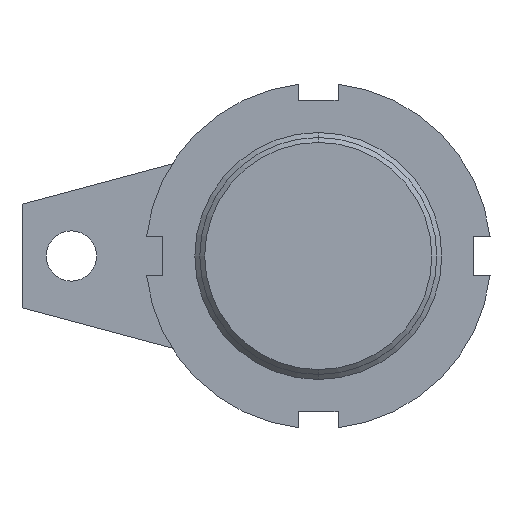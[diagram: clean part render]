
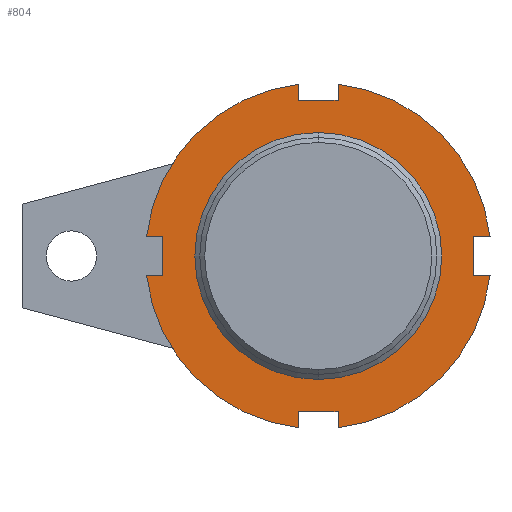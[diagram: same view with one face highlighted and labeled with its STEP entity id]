
A CAD part, front view. The second image highlights one B-rep face of the part: STEP entity #804.
In plain terms, the highlighted face is planar.
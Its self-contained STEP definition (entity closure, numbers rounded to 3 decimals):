
#37 = AXIS2_PLACEMENT_3D ( 'NONE', #2761, #2753, #2752 ) ;
#271 = EDGE_LOOP ( 'NONE', ( #1729, #1739 ) ) ;
#350 = EDGE_LOOP ( 'NONE', ( #1686, #1728, #1669, #1734, #1750, #1745, #1747, #1736, #1741, #1742, #1733, #1740, #1743, #1775, #1731, #1744 ) ) ;
#804 = ADVANCED_FACE ( 'NONE', ( #1466, #1474 ), #2760, .T. ) ;
#1258 = VECTOR ( 'NONE', #4295, 1000. ) ;
#1259 = CIRCLE ( 'NONE', #2232, 24.25 ) ;
#1260 = VECTOR ( 'NONE', #4298, 1000. ) ;
#1261 = LINE ( 'NONE', #4297, #1258 ) ;
#1262 = VECTOR ( 'NONE', #4322, 1000. ) ;
#1263 = LINE ( 'NONE', #4299, #1260 ) ;
#1264 = LINE ( 'NONE', #4323, #1262 ) ;
#1265 = VECTOR ( 'NONE', #4308, 1000. ) ;
#1266 = CIRCLE ( 'NONE', #2230, 35. ) ;
#1267 = VECTOR ( 'NONE', #4311, 1000. ) ;
#1268 = LINE ( 'NONE', #4310, #1265 ) ;
#1269 = VECTOR ( 'NONE', #4334, 1000. ) ;
#1270 = LINE ( 'NONE', #4315, #1267 ) ;
#1271 = LINE ( 'NONE', #4335, #1269 ) ;
#1272 = VECTOR ( 'NONE', #4324, 1000. ) ;
#1273 = CIRCLE ( 'NONE', #2229, 35. ) ;
#1274 = VECTOR ( 'NONE', #4326, 1000. ) ;
#1275 = LINE ( 'NONE', #4325, #1272 ) ;
#1276 = VECTOR ( 'NONE', #4350, 1000. ) ;
#1277 = LINE ( 'NONE', #4329, #1274 ) ;
#1278 = LINE ( 'NONE', #4351, #1276 ) ;
#1279 = VECTOR ( 'NONE', #4336, 1000. ) ;
#1280 = CIRCLE ( 'NONE', #2228, 35. ) ;
#1281 = VECTOR ( 'NONE', #4340, 1000. ) ;
#1282 = LINE ( 'NONE', #4339, #1279 ) ;
#1283 = VECTOR ( 'NONE', #4352, 1000. ) ;
#1284 = LINE ( 'NONE', #4342, #1281 ) ;
#1287 = LINE ( 'NONE', #4349, #1283 ) ;
#1288 = CIRCLE ( 'NONE', #2227, 35. ) ;
#1303 = CIRCLE ( 'NONE', #2225, 24.25 ) ;
#1466 = FACE_OUTER_BOUND ( 'NONE', #350, .T. ) ;
#1474 = FACE_BOUND ( 'NONE', #271, .T. ) ;
#1669 = ORIENTED_EDGE ( 'NONE', *, *, #4093, .T. ) ;
#1686 = ORIENTED_EDGE ( 'NONE', *, *, #4091, .T. ) ;
#1728 = ORIENTED_EDGE ( 'NONE', *, *, #4092, .T. ) ;
#1729 = ORIENTED_EDGE ( 'NONE', *, *, #4088, .F. ) ;
#1731 = ORIENTED_EDGE ( 'NONE', *, *, #4105, .T. ) ;
#1733 = ORIENTED_EDGE ( 'NONE', *, *, #4101, .T. ) ;
#1734 = ORIENTED_EDGE ( 'NONE', *, *, #4094, .T. ) ;
#1736 = ORIENTED_EDGE ( 'NONE', *, *, #4098, .T. ) ;
#1739 = ORIENTED_EDGE ( 'NONE', *, *, #4107, .F. ) ;
#1740 = ORIENTED_EDGE ( 'NONE', *, *, #4102, .T. ) ;
#1741 = ORIENTED_EDGE ( 'NONE', *, *, #4099, .T. ) ;
#1742 = ORIENTED_EDGE ( 'NONE', *, *, #4100, .T. ) ;
#1743 = ORIENTED_EDGE ( 'NONE', *, *, #4103, .T. ) ;
#1744 = ORIENTED_EDGE ( 'NONE', *, *, #4106, .T. ) ;
#1745 = ORIENTED_EDGE ( 'NONE', *, *, #4096, .T. ) ;
#1747 = ORIENTED_EDGE ( 'NONE', *, *, #4097, .T. ) ;
#1750 = ORIENTED_EDGE ( 'NONE', *, *, #4095, .T. ) ;
#1775 = ORIENTED_EDGE ( 'NONE', *, *, #4104, .T. ) ;
#2225 = AXIS2_PLACEMENT_3D ( 'NONE', #4359, #4358, #4357 ) ;
#2227 = AXIS2_PLACEMENT_3D ( 'NONE', #4348, #4345, #4344 ) ;
#2228 = AXIS2_PLACEMENT_3D ( 'NONE', #4333, #4331, #4330 ) ;
#2229 = AXIS2_PLACEMENT_3D ( 'NONE', #4318, #4317, #4316 ) ;
#2230 = AXIS2_PLACEMENT_3D ( 'NONE', #4304, #4302, #4301 ) ;
#2232 = AXIS2_PLACEMENT_3D ( 'NONE', #4289, #4288, #4287 ) ;
#2752 = DIRECTION ( 'NONE',  ( 1., 0., 0. ) ) ;
#2753 = DIRECTION ( 'NONE',  ( 0., 0., 1. ) ) ;
#2760 = PLANE ( 'NONE',  #37 ) ;
#2761 = CARTESIAN_POINT ( 'NONE',  ( 0., 0., 11. ) ) ;
#3758 = VERTEX_POINT ( 'NONE', #4574 ) ;
#3765 = VERTEX_POINT ( 'NONE', #4567 ) ;
#3769 = VERTEX_POINT ( 'NONE', #4561 ) ;
#3775 = VERTEX_POINT ( 'NONE', #4554 ) ;
#3799 = VERTEX_POINT ( 'NONE', #4523 ) ;
#3808 = VERTEX_POINT ( 'NONE', #4510 ) ;
#3817 = VERTEX_POINT ( 'NONE', #4497 ) ;
#3819 = VERTEX_POINT ( 'NONE', #4494 ) ;
#3824 = VERTEX_POINT ( 'NONE', #4488 ) ;
#3828 = VERTEX_POINT ( 'NONE', #4483 ) ;
#3831 = VERTEX_POINT ( 'NONE', #4480 ) ;
#3845 = VERTEX_POINT ( 'NONE', #4462 ) ;
#3853 = VERTEX_POINT ( 'NONE', #4451 ) ;
#3864 = VERTEX_POINT ( 'NONE', #4438 ) ;
#3873 = VERTEX_POINT ( 'NONE', #4427 ) ;
#3875 = VERTEX_POINT ( 'NONE', #4422 ) ;
#3883 = VERTEX_POINT ( 'NONE', #4412 ) ;
#3899 = VERTEX_POINT ( 'NONE', #4388 ) ;
#4088 = EDGE_CURVE ( 'NONE', #3775, #3864, #1303, .T. ) ;
#4091 = EDGE_CURVE ( 'NONE', #3819, #3824, #1288, .T. ) ;
#4092 = EDGE_CURVE ( 'NONE', #3824, #3873, #1287, .T. ) ;
#4093 = EDGE_CURVE ( 'NONE', #3873, #3883, #1284, .T. ) ;
#4094 = EDGE_CURVE ( 'NONE', #3883, #3899, #1282, .T. ) ;
#4095 = EDGE_CURVE ( 'NONE', #3899, #3817, #1280, .T. ) ;
#4096 = EDGE_CURVE ( 'NONE', #3817, #3853, #1278, .T. ) ;
#4097 = EDGE_CURVE ( 'NONE', #3853, #3831, #1277, .T. ) ;
#4098 = EDGE_CURVE ( 'NONE', #3831, #3758, #1275, .T. ) ;
#4099 = EDGE_CURVE ( 'NONE', #3758, #3808, #1273, .T. ) ;
#4100 = EDGE_CURVE ( 'NONE', #3808, #3769, #1271, .T. ) ;
#4101 = EDGE_CURVE ( 'NONE', #3769, #3875, #1270, .T. ) ;
#4102 = EDGE_CURVE ( 'NONE', #3875, #3799, #1268, .T. ) ;
#4103 = EDGE_CURVE ( 'NONE', #3799, #3828, #1266, .T. ) ;
#4104 = EDGE_CURVE ( 'NONE', #3828, #3765, #1264, .T. ) ;
#4105 = EDGE_CURVE ( 'NONE', #3765, #3845, #1263, .T. ) ;
#4106 = EDGE_CURVE ( 'NONE', #3845, #3819, #1261, .T. ) ;
#4107 = EDGE_CURVE ( 'NONE', #3864, #3775, #1259, .T. ) ;
#4287 = DIRECTION ( 'NONE',  ( 1., 0., 0. ) ) ;
#4288 = DIRECTION ( 'NONE',  ( 0., 0., 1. ) ) ;
#4289 = CARTESIAN_POINT ( 'NONE',  ( 0., 0., 11. ) ) ;
#4295 = DIRECTION ( 'NONE',  ( 0., 1., 0. ) ) ;
#4297 = CARTESIAN_POINT ( 'NONE',  ( -4., 34.771, 11. ) ) ;
#4298 = DIRECTION ( 'NONE',  ( -1., 0., 0. ) ) ;
#4299 = CARTESIAN_POINT ( 'NONE',  ( -4., 31.5, 11. ) ) ;
#4301 = DIRECTION ( 'NONE',  ( 1., 0., 0. ) ) ;
#4302 = DIRECTION ( 'NONE',  ( 0., 0., 1. ) ) ;
#4304 = CARTESIAN_POINT ( 'NONE',  ( 0., 0., 11. ) ) ;
#4308 = DIRECTION ( 'NONE',  ( 1., 0., 0. ) ) ;
#4310 = CARTESIAN_POINT ( 'NONE',  ( 34.771, 4., 11. ) ) ;
#4311 = DIRECTION ( 'NONE',  ( 0., 1., 0. ) ) ;
#4315 = CARTESIAN_POINT ( 'NONE',  ( 31.5, 4., 11. ) ) ;
#4316 = DIRECTION ( 'NONE',  ( 1., 0., 0. ) ) ;
#4317 = DIRECTION ( 'NONE',  ( 0., 0., 1. ) ) ;
#4318 = CARTESIAN_POINT ( 'NONE',  ( 0., 0., 11. ) ) ;
#4322 = DIRECTION ( 'NONE',  ( 0., -1., 0. ) ) ;
#4323 = CARTESIAN_POINT ( 'NONE',  ( 4., 34.771, 11. ) ) ;
#4324 = DIRECTION ( 'NONE',  ( 0., -1., 0. ) ) ;
#4325 = CARTESIAN_POINT ( 'NONE',  ( 4., -34.771, 11. ) ) ;
#4326 = DIRECTION ( 'NONE',  ( 1., 0., 0. ) ) ;
#4329 = CARTESIAN_POINT ( 'NONE',  ( 4., -31.5, 11. ) ) ;
#4330 = DIRECTION ( 'NONE',  ( 1., 0., 0. ) ) ;
#4331 = DIRECTION ( 'NONE',  ( 0., 0., 1. ) ) ;
#4333 = CARTESIAN_POINT ( 'NONE',  ( 0., 0., 11. ) ) ;
#4334 = DIRECTION ( 'NONE',  ( -1., 0., 0. ) ) ;
#4335 = CARTESIAN_POINT ( 'NONE',  ( 34.771, -4., 11. ) ) ;
#4336 = DIRECTION ( 'NONE',  ( -1., 0., 0. ) ) ;
#4339 = CARTESIAN_POINT ( 'NONE',  ( -34.771, -4., 11. ) ) ;
#4340 = DIRECTION ( 'NONE',  ( 0., -1., 0. ) ) ;
#4342 = CARTESIAN_POINT ( 'NONE',  ( -31.5, -4., 11. ) ) ;
#4344 = DIRECTION ( 'NONE',  ( 1., 0., 0. ) ) ;
#4345 = DIRECTION ( 'NONE',  ( 0., 0., 1. ) ) ;
#4348 = CARTESIAN_POINT ( 'NONE',  ( 0., 0., 11. ) ) ;
#4349 = CARTESIAN_POINT ( 'NONE',  ( -34.771, 4., 11. ) ) ;
#4350 = DIRECTION ( 'NONE',  ( 0., 1., 0. ) ) ;
#4351 = CARTESIAN_POINT ( 'NONE',  ( -4., -34.771, 11. ) ) ;
#4352 = DIRECTION ( 'NONE',  ( 1., 0., 0. ) ) ;
#4357 = DIRECTION ( 'NONE',  ( 1., 0., 0. ) ) ;
#4358 = DIRECTION ( 'NONE',  ( 0., 0., 1. ) ) ;
#4359 = CARTESIAN_POINT ( 'NONE',  ( 0., 0., 11. ) ) ;
#4388 = CARTESIAN_POINT ( 'NONE',  ( -34.771, -4., 11. ) ) ;
#4412 = CARTESIAN_POINT ( 'NONE',  ( -31.5, -4., 11. ) ) ;
#4422 = CARTESIAN_POINT ( 'NONE',  ( 31.5, 4., 11. ) ) ;
#4427 = CARTESIAN_POINT ( 'NONE',  ( -31.5, 4., 11. ) ) ;
#4438 = CARTESIAN_POINT ( 'NONE',  ( 24.25, 0., 11. ) ) ;
#4451 = CARTESIAN_POINT ( 'NONE',  ( -4., -31.5, 11. ) ) ;
#4462 = CARTESIAN_POINT ( 'NONE',  ( -4., 31.5, 11. ) ) ;
#4480 = CARTESIAN_POINT ( 'NONE',  ( 4., -31.5, 11. ) ) ;
#4483 = CARTESIAN_POINT ( 'NONE',  ( 4., 34.771, 11. ) ) ;
#4488 = CARTESIAN_POINT ( 'NONE',  ( -34.771, 4., 11. ) ) ;
#4494 = CARTESIAN_POINT ( 'NONE',  ( -4., 34.771, 11. ) ) ;
#4497 = CARTESIAN_POINT ( 'NONE',  ( -4., -34.771, 11. ) ) ;
#4510 = CARTESIAN_POINT ( 'NONE',  ( 34.771, -4., 11. ) ) ;
#4523 = CARTESIAN_POINT ( 'NONE',  ( 34.771, 4., 11. ) ) ;
#4554 = CARTESIAN_POINT ( 'NONE',  ( -24.25, 0., 11. ) ) ;
#4561 = CARTESIAN_POINT ( 'NONE',  ( 31.5, -4., 11. ) ) ;
#4567 = CARTESIAN_POINT ( 'NONE',  ( 4., 31.5, 11. ) ) ;
#4574 = CARTESIAN_POINT ( 'NONE',  ( 4., -34.771, 11. ) ) ;
